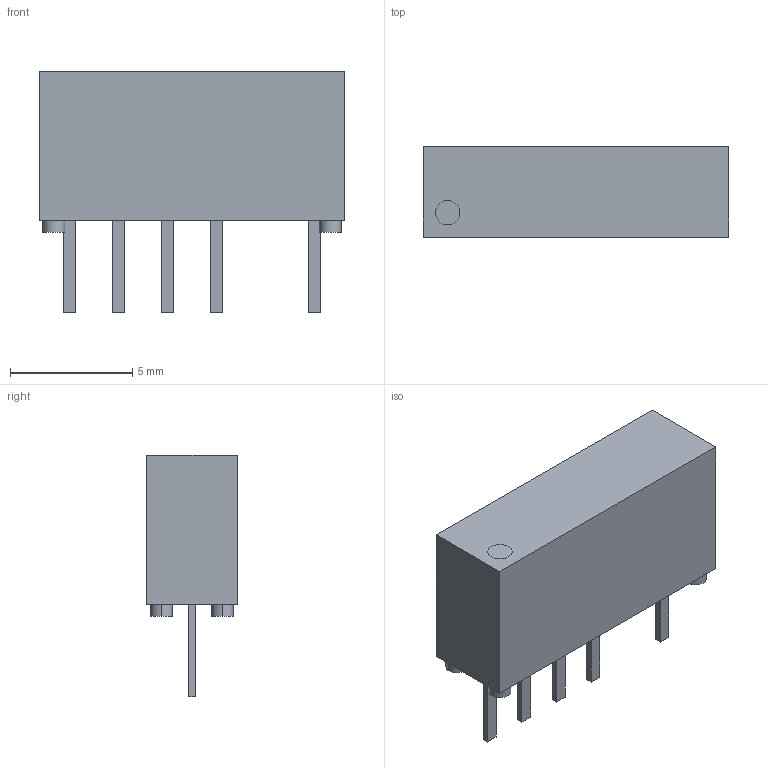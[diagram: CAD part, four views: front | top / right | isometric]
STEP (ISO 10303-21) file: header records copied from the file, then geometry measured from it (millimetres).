
FILE_DESCRIPTION((''),'2;1');
FILE_NAME('REL_PICKERING_113-1-C.stp','2011-06-22T11:15:24',(''),(''),'Mechanical Desktop 2011','Mechanical Desktop 2011',', , ');
FILE_SCHEMA(('AUTOMOTIVE_DESIGN { 1 2 10303 214 1 1 1 1 }'));
Length unit declared in the file: millimetre
Products named in the file (1): Product
Bounding box: 12.5 x 3.7 x 9.9 mm (x, y, z)
Volume: 285.8 mm3; surface area: 332.5 mm2
Topology: 11 solids, 11 shells, 59 faces, 108 edges, 72 vertices
Faces by surface type: bspline 30, plane 17, cylinder 12
Entity records: 1495 total; most frequent: CARTESIAN_POINT 330, ORIENTED_EDGE 216, DIRECTION 192, EDGE_CURVE 108, VECTOR 84, LINE 84, VERTEX_POINT 72, EDGE_LOOP 60
